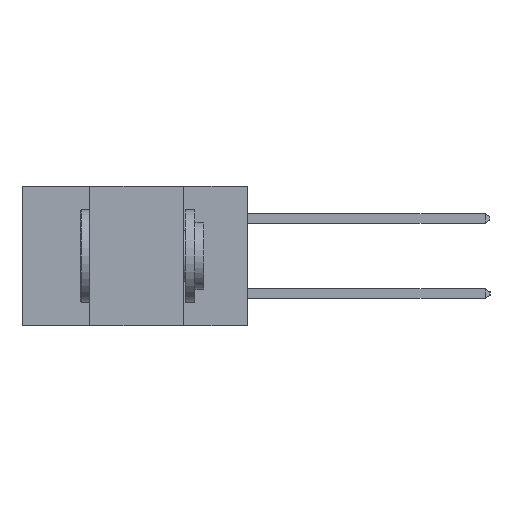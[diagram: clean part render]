
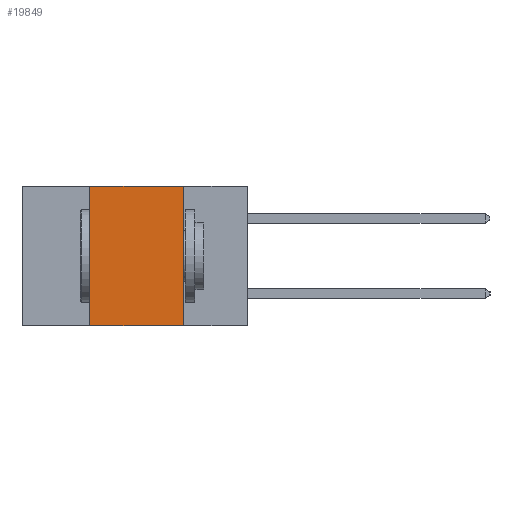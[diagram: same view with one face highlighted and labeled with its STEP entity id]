
A CAD part, left-side view. The second image highlights one B-rep face of the part: STEP entity #19849.
In plain terms, the highlighted planar face has unit normal (-1, 0, 0).
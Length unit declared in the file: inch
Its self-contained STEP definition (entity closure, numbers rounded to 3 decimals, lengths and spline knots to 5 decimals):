
#460 = DIRECTION ( 'NONE',  ( 0., -1., 0. ) ) ;
#725 = CARTESIAN_POINT ( 'NONE',  ( 0., 0.17, -0.37 ) ) ;
#757 = CARTESIAN_POINT ( 'NONE',  ( 0., 0.6, -0.37 ) ) ;
#1157 = CARTESIAN_POINT ( 'NONE',  ( 0., 0.17, 0. ) ) ;
#2231 = AXIS2_PLACEMENT_3D ( 'NONE', #17022, #6896, #18620 ) ;
#2554 = VERTEX_POINT ( 'NONE', #18942 ) ;
#3056 = VECTOR ( 'NONE', #14114, 39.37008 ) ;
#3376 = LINE ( 'NONE', #757, #20635 ) ;
#3575 = LINE ( 'NONE', #3933, #3056 ) ;
#3892 = ORIENTED_EDGE ( 'NONE', *, *, #9847, .F. ) ;
#3933 = CARTESIAN_POINT ( 'NONE',  ( 0., 0.6, 0. ) ) ;
#4111 = VERTEX_POINT ( 'NONE', #725 ) ;
#4118 = EDGE_CURVE ( 'NONE', #2554, #4111, #3376, .T. ) ;
#6896 = DIRECTION ( 'NONE',  ( 1., 0., 0. ) ) ;
#7159 = EDGE_CURVE ( 'NONE', #13060, #4111, #8919, .T. ) ;
#8919 = LINE ( 'NONE', #21540, #18869 ) ;
#8968 = ORIENTED_EDGE ( 'NONE', *, *, #7159, .F. ) ;
#9282 = CARTESIAN_POINT ( 'NONE',  ( 0., 0.42, -0.37 ) ) ;
#9507 = ORIENTED_EDGE ( 'NONE', *, *, #15501, .F. ) ;
#9847 = EDGE_CURVE ( 'NONE', #2554, #19376, #14893, .T. ) ;
#9875 = VECTOR ( 'NONE', #12703, 39.37008 ) ;
#10781 = CARTESIAN_POINT ( 'NONE',  ( 0., 0.42, 0. ) ) ;
#12552 = EDGE_LOOP ( 'NONE', ( #8968, #9507, #3892, #13112 ) ) ;
#12703 = DIRECTION ( 'NONE',  ( 0., 0., 1. ) ) ;
#13060 = VERTEX_POINT ( 'NONE', #1157 ) ;
#13112 = ORIENTED_EDGE ( 'NONE', *, *, #4118, .T. ) ;
#13626 = PLANE ( 'NONE',  #2231 ) ;
#14114 = DIRECTION ( 'NONE',  ( 0., -1., 0. ) ) ;
#14893 = LINE ( 'NONE', #9282, #9875 ) ;
#15501 = EDGE_CURVE ( 'NONE', #19376, #13060, #3575, .T. ) ;
#16618 = FACE_OUTER_BOUND ( 'NONE', #12552, .T. ) ;
#17022 = CARTESIAN_POINT ( 'NONE',  ( 0., 0.6, 0. ) ) ;
#18620 = DIRECTION ( 'NONE',  ( 0., 0., -1. ) ) ;
#18869 = VECTOR ( 'NONE', #21473, 39.37008 ) ;
#18942 = CARTESIAN_POINT ( 'NONE',  ( 0., 0.42, -0.37 ) ) ;
#19376 = VERTEX_POINT ( 'NONE', #10781 ) ;
#19849 = ADVANCED_FACE ( 'NONE', ( #16618 ), #13626, .F. ) ;
#20635 = VECTOR ( 'NONE', #460, 39.37008 ) ;
#21473 = DIRECTION ( 'NONE',  ( 0., 0., -1. ) ) ;
#21540 = CARTESIAN_POINT ( 'NONE',  ( 0., 0.17, -0.37 ) ) ;
